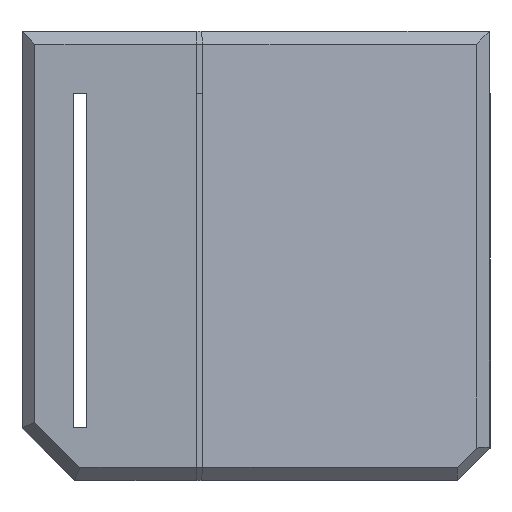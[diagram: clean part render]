
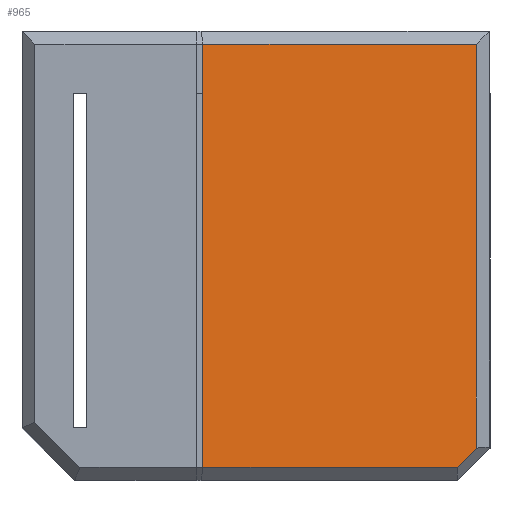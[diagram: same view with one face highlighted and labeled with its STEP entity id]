
A CAD part, top view. The second image highlights one B-rep face of the part: STEP entity #965.
In plain terms, the highlighted planar face has unit normal (0.119, 0, 0.993).
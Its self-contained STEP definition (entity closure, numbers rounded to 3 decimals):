
#88=FACE_OUTER_BOUND('',#144,.T.);
#144=EDGE_LOOP('',(#867,#868,#869,#870,#871,#872));
#206=LINE('',#1408,#328);
#209=LINE('',#1415,#331);
#220=LINE('',#1446,#342);
#223=LINE('',#1451,#345);
#235=LINE('',#1473,#357);
#265=LINE('',#1541,#387);
#328=VECTOR('',#1129,10.);
#331=VECTOR('',#1134,10.);
#342=VECTOR('',#1153,10.);
#345=VECTOR('',#1160,10.);
#357=VECTOR('',#1184,10.);
#387=VECTOR('',#1262,10.);
#440=VERTEX_POINT('',#1399);
#443=VERTEX_POINT('',#1407);
#445=VERTEX_POINT('',#1413);
#446=VERTEX_POINT('',#1414);
#455=VERTEX_POINT('',#1434);
#459=VERTEX_POINT('',#1471);
#540=EDGE_CURVE('',#440,#443,#206,.T.);
#543=EDGE_CURVE('',#445,#446,#209,.T.);
#556=EDGE_CURVE('',#446,#455,#220,.T.);
#559=EDGE_CURVE('',#443,#445,#223,.T.);
#572=EDGE_CURVE('',#459,#440,#235,.T.);
#605=EDGE_CURVE('',#455,#459,#265,.T.);
#867=ORIENTED_EDGE('',*,*,#540,.F.);
#868=ORIENTED_EDGE('',*,*,#572,.F.);
#869=ORIENTED_EDGE('',*,*,#605,.F.);
#870=ORIENTED_EDGE('',*,*,#556,.F.);
#871=ORIENTED_EDGE('',*,*,#543,.F.);
#872=ORIENTED_EDGE('',*,*,#559,.F.);
#915=PLANE('',#1027);
#965=ADVANCED_FACE('',(#88),#915,.T.);
#1027=AXIS2_PLACEMENT_3D('',#1546,#1270,#1271);
#1129=DIRECTION('',(0.993,0.,-0.119));
#1134=DIRECTION('',(-0.695,-0.714,0.083));
#1153=DIRECTION('',(-0.993,0.,0.119));
#1160=DIRECTION('',(0.,-1.,0.));
#1184=DIRECTION('',(0.,1.,0.));
#1262=DIRECTION('',(0.,1.,0.));
#1270=DIRECTION('center_axis',(0.119,0.,0.993));
#1271=DIRECTION('ref_axis',(-0.993,0.,0.119));
#1399=CARTESIAN_POINT('',(0.249,3.8,27.195));
#1407=CARTESIAN_POINT('',(21.446,3.8,24.663));
#1408=CARTESIAN_POINT('',(14.82,3.8,25.455));
#1413=CARTESIAN_POINT('',(21.446,-27.5,24.663));
#1414=CARTESIAN_POINT('',(19.986,-29.,24.837));
#1415=CARTESIAN_POINT('',(27.784,-20.989,23.906));
#1434=CARTESIAN_POINT('',(0.249,-29.,27.195));
#1446=CARTESIAN_POINT('',(11.748,-29.,25.821));
#1451=CARTESIAN_POINT('',(21.446,0.,24.663));
#1471=CARTESIAN_POINT('',(0.249,0.,27.195));
#1473=CARTESIAN_POINT('',(0.249,0.,27.195));
#1541=CARTESIAN_POINT('',(0.249,-29.,27.195));
#1546=CARTESIAN_POINT('Origin',(22.439,0.,24.544));
